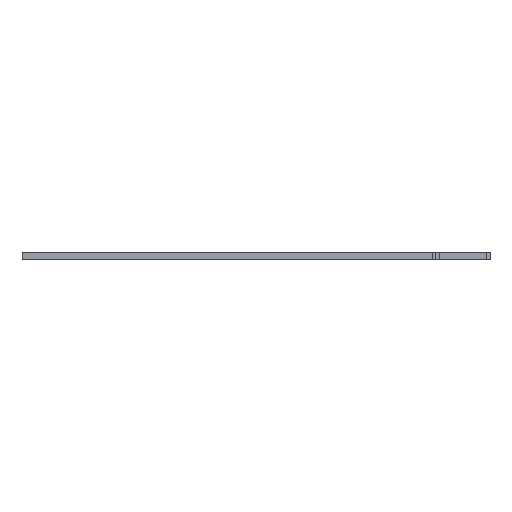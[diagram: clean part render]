
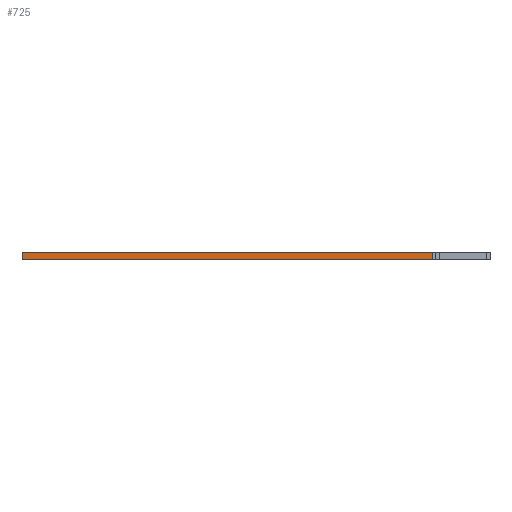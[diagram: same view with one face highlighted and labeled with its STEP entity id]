
A CAD part, front view. The second image highlights one B-rep face of the part: STEP entity #725.
In plain terms, the highlighted planar face has unit normal (0, -1, 0).
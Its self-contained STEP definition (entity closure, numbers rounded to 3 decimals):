
#44=PLANE('',#814);
#79=FACE_OUTER_BOUND('',#123,.T.);
#123=EDGE_LOOP('',(#627,#628,#629,#630));
#153=LINE('',#1098,#215);
#180=LINE('',#1190,#242);
#193=LINE('',#1232,#255);
#194=LINE('',#1234,#256);
#215=VECTOR('',#877,10.);
#242=VECTOR('',#970,10.);
#255=VECTOR('',#1021,10.);
#256=VECTOR('',#1024,10.);
#322=VERTEX_POINT('',#1095);
#323=VERTEX_POINT('',#1097);
#355=VERTEX_POINT('',#1188);
#365=VERTEX_POINT('',#1230);
#396=EDGE_CURVE('',#322,#323,#153,.T.);
#443=EDGE_CURVE('',#355,#322,#180,.T.);
#464=EDGE_CURVE('',#365,#323,#193,.T.);
#465=EDGE_CURVE('',#365,#355,#194,.T.);
#627=ORIENTED_EDGE('',*,*,#443,.F.);
#628=ORIENTED_EDGE('',*,*,#465,.F.);
#629=ORIENTED_EDGE('',*,*,#464,.T.);
#630=ORIENTED_EDGE('',*,*,#396,.F.);
#725=ADVANCED_FACE('',(#79),#44,.T.);
#814=AXIS2_PLACEMENT_3D('',#1233,#1022,#1023);
#877=DIRECTION('',(-1.,0.,0.));
#970=DIRECTION('',(0.,0.,-1.));
#1021=DIRECTION('',(0.,0.,-1.));
#1022=DIRECTION('center_axis',(0.,-1.,0.));
#1023=DIRECTION('ref_axis',(-1.,0.,0.));
#1024=DIRECTION('',(1.,0.,0.));
#1095=CARTESIAN_POINT('',(217.,-239.,-4.));
#1097=CARTESIAN_POINT('',(-9.5,-239.,-4.));
#1098=CARTESIAN_POINT('',(0.,-239.,-4.));
#1188=CARTESIAN_POINT('',(217.,-239.,0.));
#1190=CARTESIAN_POINT('',(217.,-239.,0.));
#1230=CARTESIAN_POINT('',(-9.5,-239.,0.));
#1232=CARTESIAN_POINT('',(-9.5,-239.,0.));
#1233=CARTESIAN_POINT('Origin',(219.,-239.,0.));
#1234=CARTESIAN_POINT('',(0.,-239.,0.));
